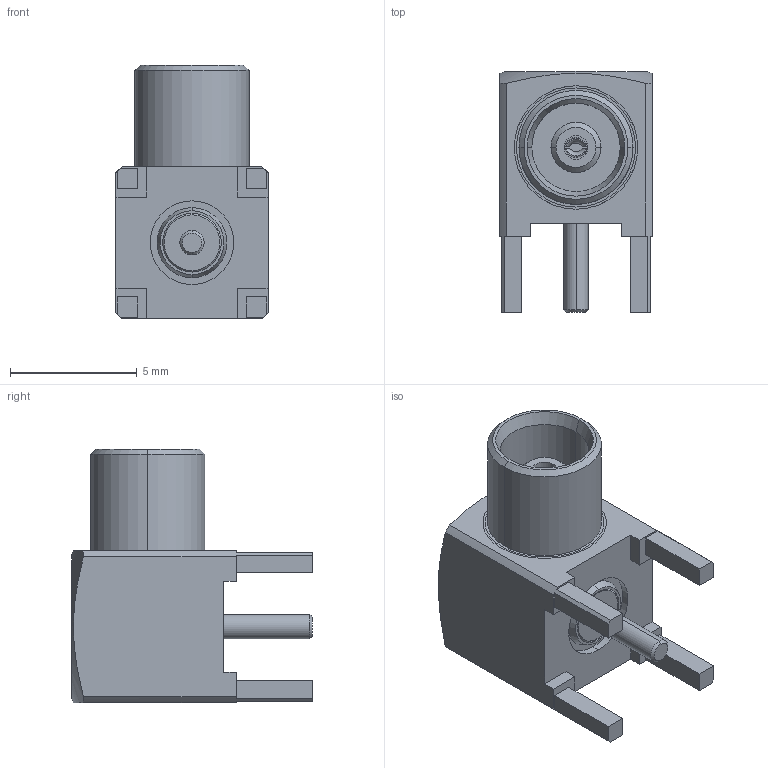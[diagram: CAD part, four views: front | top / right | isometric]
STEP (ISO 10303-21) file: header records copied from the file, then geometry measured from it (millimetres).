
FILE_DESCRIPTION (( 'STEP AP214' ), '1' );
FILE_NAME ('J01271A0161.STEP', '2009-07-29T07:27:16', ( 'markiewicz' ), ( '' ), 'SwSTEP 2.0', 'SolidWorks 2009', '' );
FILE_SCHEMA (( 'AUTOMOTIVE_DESIGN' ));
Length unit declared in the file: millimetre
Products named in the file (1): J01271A0161
Bounding box: 6 x 9.5 x 10 mm (x, y, z)
Volume: 268 mm3; surface area: 362.3 mm2
Topology: 1 solids, 3 shells, 105 faces, 253 edges, 166 vertices
Faces by surface type: plane 54, cylinder 28, cone 21, torus 2
Entity records: 4237 total; most frequent: CARTESIAN_POINT 616, DIRECTION 525, ORIENTED_EDGE 506, EDGE_CURVE 253, AXIS2_PLACEMENT_3D 187, VERTEX_POINT 166, VECTOR 151, LINE 151
